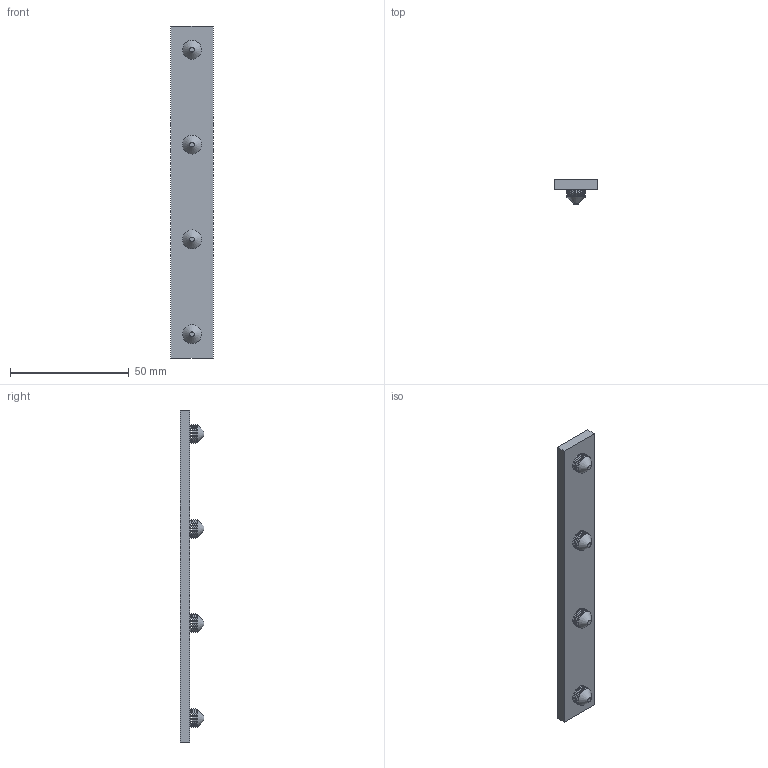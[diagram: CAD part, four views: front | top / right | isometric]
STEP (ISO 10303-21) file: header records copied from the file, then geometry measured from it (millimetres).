
FILE_DESCRIPTION(/* description */ ('Barra filettata di connessione cava 10'),/* implementation_level */ '2;1');
FILE_NAME(/* name */ 'LBC10M8P.stp',/* time_stamp */ '2021-02-19T09:56:55+01:00',/* author */ ('omnitec'),/* organization */ ('Microsoft'),/* preprocessor_version */ 'ST-DEVELOPER v18.1',/* originating_system */ 'Autodesk Inventor 2021',/* authorisation */ '');
FILE_SCHEMA (('AUTOMOTIVE_DESIGN { 1 0 10303 214 3 1 1 }'));
Length unit declared in the file: millimetre
Products named in the file (1): LBC10M8P
Bounding box: 18 x 10 x 140 mm (x, y, z)
Surface area: 6975 mm2 (no closed solid volume)
Topology: 0 solids, 25 shells, 110 faces, 276 edges, 176 vertices
Faces by surface type: plane 58, cone 20, torus 16, cylinder 16
Full cylindrical faces by diameter (mm): 8 x16
Entity records: 3390 total; most frequent: DIRECTION 630, CARTESIAN_POINT 563, ORIENTED_EDGE 492, EDGE_CURVE 276, AXIS2_PLACEMENT_3D 243, VERTEX_POINT 176, LINE 144, VECTOR 144
